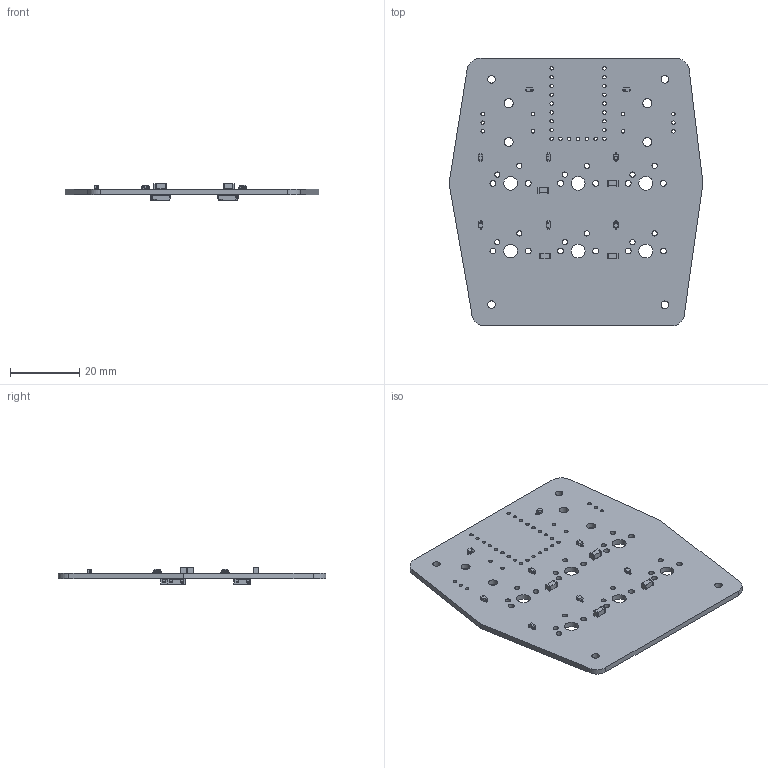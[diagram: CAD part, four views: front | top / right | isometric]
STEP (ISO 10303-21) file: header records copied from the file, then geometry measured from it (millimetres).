
FILE_DESCRIPTION(('KiCad electronic assembly'),'2;1');
FILE_NAME('rp_2040_pad_pre.step','2025-01-26T18:15:34',('Pcbnew'),( 'Kicad'),'Open CASCADE STEP processor 7.8','KiCad to STEP converter' ,'Unknown');
FILE_SCHEMA(('AUTOMOTIVE_DESIGN { 1 0 10303 214 1 1 1 1 }'));
Length unit declared in the file: millimetre
Products named in the file (8): rp_2040_pad_pre 1; D_SOD-323; D_SOD_323; C_1206_3216Metric; LED_WS2812B_PLCC4_5.0x5.0mm_P3.2mm; LED_WS2812B_PLCC4_50x50mm_P32mm; rp_2040_pad_pre_PCB
Assembly tree (20 placements, depth 3):
  rp_2040_pad_pre 1
    D_SOD-323  x8
      D_SOD_323
    C_1206_3216Metric  x4
      C_1206_3216Metric
    LED_WS2812B_PLCC4_5.0x5.0mm_P3.2mm  x4
      LED_WS2812B_PLCC4_50x50mm_P32mm
    rp_2040_pad_pre_PCB
Bounding box: 73.24 x 77.2 x 4.9 mm (x, y, z)
Volume: 8196.1 mm3; surface area: 11582.9 mm2
Topology: 17 solids, 17 shells, 1004 faces, 2586 edges, 1620 vertices
Faces by surface type: plane 517, cylinder 275, bspline 208, cone 4
Full cylindrical faces by diameter (mm): 1 x33, 1.5 x12, 1.7 x12, 2.2 x4, 2.6 x4, 3.333 x4, 4 x6
Entity records: 9485 total; most frequent: CARTESIAN_POINT 1489, DIRECTION 1357, ORIENTED_EDGE 1350, EDGE_CURVE 675, AXIS2_PLACEMENT_3D 472, VERTEX_POINT 436, LINE 413, VECTOR 413
